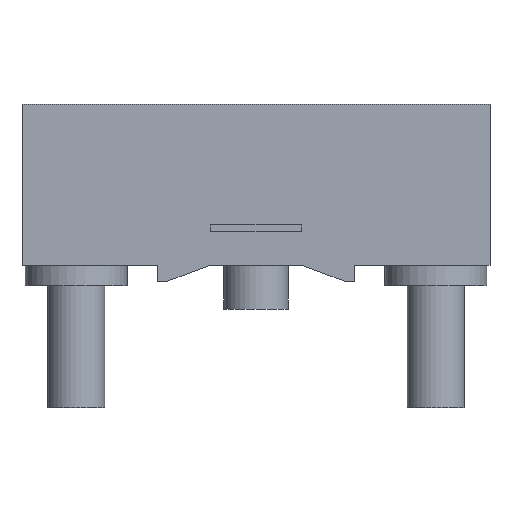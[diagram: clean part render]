
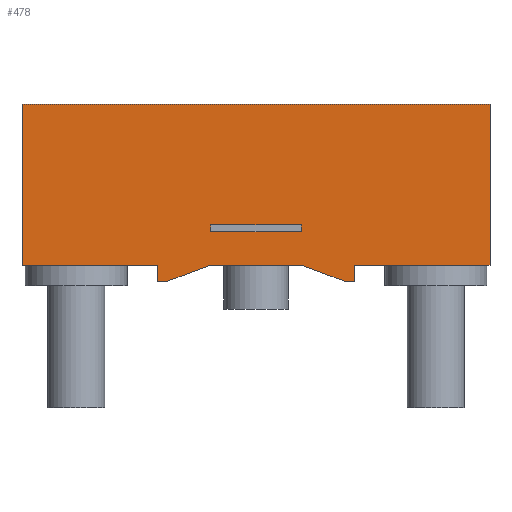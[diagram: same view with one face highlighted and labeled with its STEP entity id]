
A CAD part, front view. The second image highlights one B-rep face of the part: STEP entity #478.
In plain terms, the highlighted planar face has unit normal (0, -1, 0).
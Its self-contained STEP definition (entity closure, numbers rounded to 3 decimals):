
#1=DIRECTION('',(0.,0.,1.));
#2=VECTOR('',#1,19.7);
#3=CARTESIAN_POINT('',(-28.575,0.,-9.85));
#4=LINE('',#3,#2);
#5=DIRECTION('',(1.,0.,0.));
#6=VECTOR('',#5,57.15);
#7=CARTESIAN_POINT('',(-28.575,0.,9.85));
#8=LINE('',#7,#6);
#9=DIRECTION('',(0.,0.,-1.));
#10=VECTOR('',#9,19.7);
#11=CARTESIAN_POINT('',(28.575,0.,9.85));
#12=LINE('',#11,#10);
#13=DIRECTION('',(-1.,0.,0.));
#14=VECTOR('',#13,16.575);
#15=CARTESIAN_POINT('',(28.575,0.,-9.85));
#16=LINE('',#15,#14);
#17=DIRECTION('',(0.,0.,-1.));
#18=VECTOR('',#17,2.);
#19=CARTESIAN_POINT('',(12.,0.,-9.85));
#20=LINE('',#19,#18);
#21=DIRECTION('',(-1.,0.,0.));
#22=VECTOR('',#21,1.);
#23=CARTESIAN_POINT('',(12.,0.,-11.85));
#24=LINE('',#23,#22);
#25=DIRECTION('',(-0.935,0.,0.354));
#26=VECTOR('',#25,5.651);
#27=CARTESIAN_POINT('',(11.,0.,-11.85));
#28=LINE('',#27,#26);
#29=DIRECTION('',(-1.,0.,0.));
#30=VECTOR('',#29,11.43);
#31=CARTESIAN_POINT('',(5.715,0.,-9.85));
#32=LINE('',#31,#30);
#33=DIRECTION('',(-0.935,0.,-0.354));
#34=VECTOR('',#33,5.651);
#35=CARTESIAN_POINT('',(-5.715,0.,-9.85));
#36=LINE('',#35,#34);
#37=DIRECTION('',(-1.,0.,0.));
#38=VECTOR('',#37,1.);
#39=CARTESIAN_POINT('',(-11.,0.,-11.85));
#40=LINE('',#39,#38);
#41=DIRECTION('',(0.,0.,1.));
#42=VECTOR('',#41,2.);
#43=CARTESIAN_POINT('',(-12.,0.,-11.85));
#44=LINE('',#43,#42);
#45=DIRECTION('',(-1.,0.,0.));
#46=VECTOR('',#45,16.575);
#47=CARTESIAN_POINT('',(-12.,0.,-9.85));
#48=LINE('',#47,#46);
#49=DIRECTION('',(1.,0.,0.));
#50=VECTOR('',#49,11.);
#51=CARTESIAN_POINT('',(-5.5,0.,-4.88));
#52=LINE('',#51,#50);
#53=DIRECTION('',(0.,0.,-1.));
#54=VECTOR('',#53,0.84);
#55=CARTESIAN_POINT('',(-5.5,0.,-4.88));
#56=LINE('',#55,#54);
#57=DIRECTION('',(1.,0.,0.));
#58=VECTOR('',#57,11.);
#59=CARTESIAN_POINT('',(-5.5,0.,-5.72));
#60=LINE('',#59,#58);
#61=DIRECTION('',(0.,0.,-1.));
#62=VECTOR('',#61,0.84);
#63=CARTESIAN_POINT('',(5.5,0.,-4.88));
#64=LINE('',#63,#62);
#333=CARTESIAN_POINT('',(-28.575,0.,-9.85));
#334=CARTESIAN_POINT('',(-28.575,0.,9.85));
#335=VERTEX_POINT('',#333);
#336=VERTEX_POINT('',#334);
#337=CARTESIAN_POINT('',(28.575,0.,9.85));
#338=VERTEX_POINT('',#337);
#339=CARTESIAN_POINT('',(28.575,0.,-9.85));
#340=VERTEX_POINT('',#339);
#341=CARTESIAN_POINT('',(-12.,0.,-9.85));
#342=VERTEX_POINT('',#341);
#353=CARTESIAN_POINT('',(12.,0.,-9.85));
#354=VERTEX_POINT('',#353);
#355=CARTESIAN_POINT('',(12.,0.,-11.85));
#356=VERTEX_POINT('',#355);
#357=CARTESIAN_POINT('',(11.,0.,-11.85));
#358=VERTEX_POINT('',#357);
#359=CARTESIAN_POINT('',(5.715,0.,-9.85));
#360=VERTEX_POINT('',#359);
#361=CARTESIAN_POINT('',(-5.715,0.,-9.85));
#362=VERTEX_POINT('',#361);
#363=CARTESIAN_POINT('',(-11.,0.,-11.85));
#364=VERTEX_POINT('',#363);
#365=CARTESIAN_POINT('',(-12.,0.,-11.85));
#366=VERTEX_POINT('',#365);
#421=CARTESIAN_POINT('',(-5.5,0.,-4.88));
#422=CARTESIAN_POINT('',(5.5,0.,-4.88));
#423=VERTEX_POINT('',#421);
#424=VERTEX_POINT('',#422);
#425=CARTESIAN_POINT('',(-5.5,0.,-5.72));
#426=CARTESIAN_POINT('',(5.5,0.,-5.72));
#427=VERTEX_POINT('',#425);
#428=VERTEX_POINT('',#426);
#437=CARTESIAN_POINT('',(0.,0.,0.));
#438=DIRECTION('',(0.,1.,0.));
#439=DIRECTION('',(1.,0.,0.));
#440=AXIS2_PLACEMENT_3D('',#437,#438,#439);
#441=PLANE('',#440);
#443=ORIENTED_EDGE('',*,*,#442,.T.);
#445=ORIENTED_EDGE('',*,*,#444,.T.);
#447=ORIENTED_EDGE('',*,*,#446,.T.);
#449=ORIENTED_EDGE('',*,*,#448,.T.);
#451=ORIENTED_EDGE('',*,*,#450,.T.);
#453=ORIENTED_EDGE('',*,*,#452,.T.);
#455=ORIENTED_EDGE('',*,*,#454,.T.);
#457=ORIENTED_EDGE('',*,*,#456,.T.);
#459=ORIENTED_EDGE('',*,*,#458,.T.);
#461=ORIENTED_EDGE('',*,*,#460,.T.);
#463=ORIENTED_EDGE('',*,*,#462,.T.);
#465=ORIENTED_EDGE('',*,*,#464,.T.);
#466=EDGE_LOOP('',(#443,#445,#447,#449,#451,#453,#455,#457,#459,#461,#463,
#465));
#467=FACE_OUTER_BOUND('',#466,.F.);
#469=ORIENTED_EDGE('',*,*,#468,.F.);
#471=ORIENTED_EDGE('',*,*,#470,.T.);
#473=ORIENTED_EDGE('',*,*,#472,.T.);
#475=ORIENTED_EDGE('',*,*,#474,.F.);
#476=EDGE_LOOP('',(#469,#471,#473,#475));
#477=FACE_BOUND('',#476,.F.);
#442=EDGE_CURVE('',#335,#336,#4,.T.);
#444=EDGE_CURVE('',#336,#338,#8,.T.);
#446=EDGE_CURVE('',#338,#340,#12,.T.);
#448=EDGE_CURVE('',#340,#354,#16,.T.);
#450=EDGE_CURVE('',#354,#356,#20,.T.);
#452=EDGE_CURVE('',#356,#358,#24,.T.);
#454=EDGE_CURVE('',#358,#360,#28,.T.);
#456=EDGE_CURVE('',#360,#362,#32,.T.);
#458=EDGE_CURVE('',#362,#364,#36,.T.);
#460=EDGE_CURVE('',#364,#366,#40,.T.);
#462=EDGE_CURVE('',#366,#342,#44,.T.);
#464=EDGE_CURVE('',#342,#335,#48,.T.);
#468=EDGE_CURVE('',#423,#424,#52,.T.);
#470=EDGE_CURVE('',#423,#427,#56,.T.);
#472=EDGE_CURVE('',#427,#428,#60,.T.);
#474=EDGE_CURVE('',#424,#428,#64,.T.);
#478=ADVANCED_FACE('',(#467,#477),#441,.F.);
